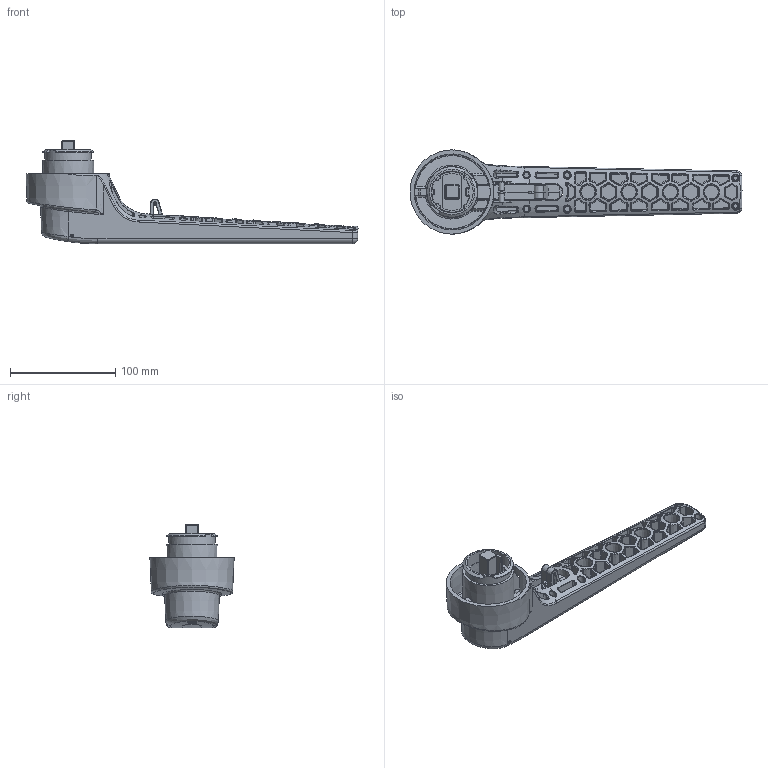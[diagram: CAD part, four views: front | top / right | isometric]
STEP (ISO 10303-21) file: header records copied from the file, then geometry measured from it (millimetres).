
FILE_DESCRIPTION(/* description */ (''),/* implementation_level */ '2;1');
FILE_NAME(/* name */ 'FILE_STP_CAD_DRAWING_3D_GLX64DB_prt.stp',/* time_stamp */ '2025-04-14T15:13:37+02:00',/* author */ (''),/* organization */ (''),/* preprocessor_version */ 'ST-DEVELOPER v16.7',/* originating_system */ 'SIEMENS PLM Software NX 12.0',/* authorisation */ '');
FILE_SCHEMA (('AUTOMOTIVE_DESIGN { 1 0 10303 214 3 1 1 1 }'));
Length unit declared in the file: millimetre
Products named in the file (1): 3D_GLX64DB
Bounding box: 315.15 x 80 x 98.27 mm (x, y, z)
Surface area: 115958.3 mm2 (no closed solid volume)
Topology: 0 solids, 10 shells, 1279 faces, 3622 edges, 2233 vertices
Faces by surface type: bspline 482, plane 294, cylinder 260, cone 176, torus 50, sphere 14, extrusion 3
Full cylindrical faces by diameter (mm): 2 x1, 2.7 x1, 5 x2, 6 x2, 8.15 x3, 39.809 x1, 44 x1
Entity records: 56074 total; most frequent: CARTESIAN_POINT 27162, ORIENTED_EDGE 6189, DIRECTION 5368, EDGE_CURVE 3485, VERTEX_POINT 2179, AXIS2_PLACEMENT_3D 2136, EDGE_LOOP 1381, ADVANCED_FACE 1279
